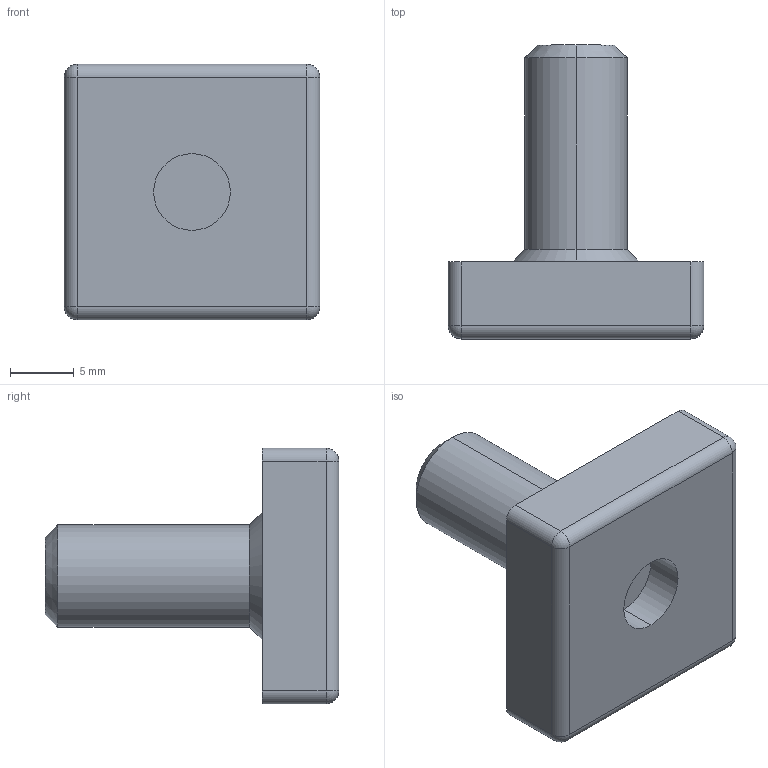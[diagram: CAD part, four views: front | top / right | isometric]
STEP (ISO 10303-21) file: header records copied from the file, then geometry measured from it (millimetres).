
FILE_DESCRIPTION (( 'STEP AP214' ), '1' );
FILE_NAME ('A956 Îïîðà ðåçüáîâàÿ ðåãóëèðóåìàÿ 20õ20 Ì8x20.STEP', '2025-12-08T10:45:56', ( '' ), ( '' ), 'SwSTEP 2.0', 'SolidWorks 2025', '' );
FILE_SCHEMA (( 'AUTOMOTIVE_DESIGN' ));
Length unit declared in the file: millimetre
Products named in the file (1): A956 Опора резьбовая регулируемая 20х20 М8x20
Bounding box: 20 x 23 x 20 mm (x, y, z)
Volume: 3150.1 mm3; surface area: 1688.3 mm2
Topology: 1 solids, 1 shells, 28 faces, 60 edges, 32 vertices
Faces by surface type: cylinder 12, plane 8, cone 4, sphere 4
Entity records: 743 total; most frequent: DIRECTION 142, CARTESIAN_POINT 117, ORIENTED_EDGE 112, AXIS2_PLACEMENT_3D 57, EDGE_CURVE 56, VERTEX_POINT 32, EDGE_LOOP 30, CIRCLE 28
